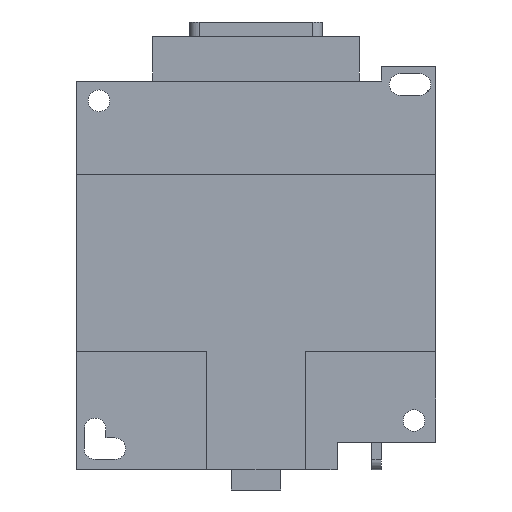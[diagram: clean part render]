
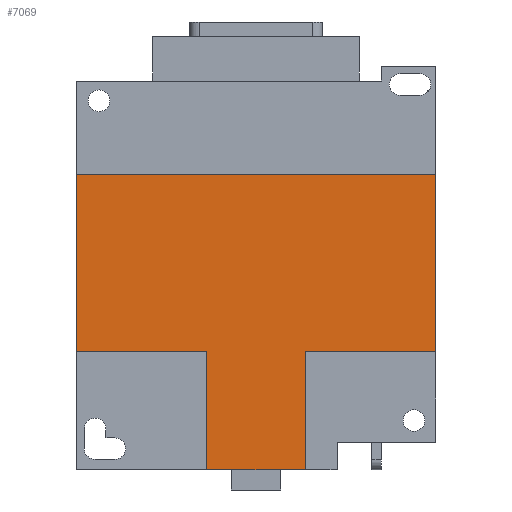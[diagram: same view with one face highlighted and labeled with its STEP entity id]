
A CAD part, front view. The second image highlights one B-rep face of the part: STEP entity #7069.
In plain terms, the highlighted planar face has unit normal (0, -1, 0).
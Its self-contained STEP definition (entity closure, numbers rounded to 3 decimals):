
#215 = LINE ( 'NONE', #18916, #10413 ) ;
#359 = VERTEX_POINT ( 'NONE', #6943 ) ;
#688 = EDGE_CURVE ( 'NONE', #359, #1499, #5373, .T. ) ;
#761 = DIRECTION ( 'NONE',  ( 1., 0., 0. ) ) ;
#827 = DIRECTION ( 'NONE',  ( 0., 0., -1. ) ) ;
#925 = CARTESIAN_POINT ( 'NONE',  ( 0., -38.5, 0. ) ) ;
#957 = LINE ( 'NONE', #1156, #7097 ) ;
#1057 = VECTOR ( 'NONE', #12996, 1000. ) ;
#1156 = CARTESIAN_POINT ( 'NONE',  ( -36.5, -38.5, 20.5 ) ) ;
#1499 = VERTEX_POINT ( 'NONE', #1743 ) ;
#1501 = VECTOR ( 'NONE', #3729, 1000. ) ;
#1743 = CARTESIAN_POINT ( 'NONE',  ( 36.5, -38.5, -15.5 ) ) ;
#2042 = CARTESIAN_POINT ( 'NONE',  ( 10., -38.5, -39.5 ) ) ;
#2280 = VERTEX_POINT ( 'NONE', #18311 ) ;
#2538 = CARTESIAN_POINT ( 'NONE',  ( -36.5, -38.5, 20.5 ) ) ;
#3727 = ORIENTED_EDGE ( 'NONE', *, *, #19265, .T. ) ;
#3729 = DIRECTION ( 'NONE',  ( 0., 0., 1. ) ) ;
#3845 = EDGE_CURVE ( 'NONE', #9660, #16325, #11392, .T. ) ;
#4020 = DIRECTION ( 'NONE',  ( 1., 0., 0. ) ) ;
#4567 = ORIENTED_EDGE ( 'NONE', *, *, #7127, .F. ) ;
#4580 = CARTESIAN_POINT ( 'NONE',  ( -10., -38.5, -39.5 ) ) ;
#4924 = DIRECTION ( 'NONE',  ( -1., 0., 0. ) ) ;
#5210 = CARTESIAN_POINT ( 'NONE',  ( -10., -38.5, -15.5 ) ) ;
#5373 = LINE ( 'NONE', #19456, #19900 ) ;
#5888 = DIRECTION ( 'NONE',  ( 0., 0., 1. ) ) ;
#6943 = CARTESIAN_POINT ( 'NONE',  ( 10., -38.5, -15.5 ) ) ;
#7069 = ADVANCED_FACE ( 'NONE', ( #16572 ), #19429, .T. ) ;
#7097 = VECTOR ( 'NONE', #12208, 1000. ) ;
#7127 = EDGE_CURVE ( 'NONE', #359, #17257, #10437, .T. ) ;
#7331 = VECTOR ( 'NONE', #5888, 1000. ) ;
#7436 = CARTESIAN_POINT ( 'NONE',  ( 10., -38.5, -39.5 ) ) ;
#8625 = DIRECTION ( 'NONE',  ( 0., 0., -1. ) ) ;
#9660 = VERTEX_POINT ( 'NONE', #18628 ) ;
#9963 = CARTESIAN_POINT ( 'NONE',  ( 36.5, -38.5, 20.5 ) ) ;
#10413 = VECTOR ( 'NONE', #4924, 1000. ) ;
#10419 = VERTEX_POINT ( 'NONE', #2538 ) ;
#10437 = LINE ( 'NONE', #13195, #13017 ) ;
#10949 = VECTOR ( 'NONE', #4020, 1000. ) ;
#11161 = ORIENTED_EDGE ( 'NONE', *, *, #12712, .T. ) ;
#11309 = EDGE_CURVE ( 'NONE', #15132, #16325, #13536, .T. ) ;
#11392 = LINE ( 'NONE', #13112, #10949 ) ;
#11603 = LINE ( 'NONE', #9963, #1501 ) ;
#11753 = ORIENTED_EDGE ( 'NONE', *, *, #17847, .T. ) ;
#11976 = DIRECTION ( 'NONE',  ( 0., -1., 0. ) ) ;
#12208 = DIRECTION ( 'NONE',  ( 0., 0., -1. ) ) ;
#12712 = EDGE_CURVE ( 'NONE', #2280, #10419, #215, .T. ) ;
#12996 = DIRECTION ( 'NONE',  ( -1., 0., 0. ) ) ;
#13017 = VECTOR ( 'NONE', #8625, 1000. ) ;
#13112 = CARTESIAN_POINT ( 'NONE',  ( -36.5, -38.5, -15.5 ) ) ;
#13195 = CARTESIAN_POINT ( 'NONE',  ( 10., -38.5, -39.5 ) ) ;
#13536 = LINE ( 'NONE', #18052, #7331 ) ;
#13964 = EDGE_LOOP ( 'NONE', ( #11753, #17535, #17140, #15863, #4567, #19690, #3727, #11161 ) ) ;
#15132 = VERTEX_POINT ( 'NONE', #4580 ) ;
#15349 = EDGE_CURVE ( 'NONE', #17257, #15132, #19019, .T. ) ;
#15863 = ORIENTED_EDGE ( 'NONE', *, *, #15349, .F. ) ;
#16325 = VERTEX_POINT ( 'NONE', #5210 ) ;
#16572 = FACE_OUTER_BOUND ( 'NONE', #13964, .T. ) ;
#17140 = ORIENTED_EDGE ( 'NONE', *, *, #11309, .F. ) ;
#17257 = VERTEX_POINT ( 'NONE', #7436 ) ;
#17535 = ORIENTED_EDGE ( 'NONE', *, *, #3845, .T. ) ;
#17847 = EDGE_CURVE ( 'NONE', #10419, #9660, #957, .T. ) ;
#18052 = CARTESIAN_POINT ( 'NONE',  ( -10., -38.5, -39.5 ) ) ;
#18311 = CARTESIAN_POINT ( 'NONE',  ( 36.5, -38.5, 20.5 ) ) ;
#18628 = CARTESIAN_POINT ( 'NONE',  ( -36.5, -38.5, -15.5 ) ) ;
#18916 = CARTESIAN_POINT ( 'NONE',  ( -36.5, -38.5, 20.5 ) ) ;
#19019 = LINE ( 'NONE', #2042, #1057 ) ;
#19265 = EDGE_CURVE ( 'NONE', #1499, #2280, #11603, .T. ) ;
#19429 = PLANE ( 'NONE',  #19528 ) ;
#19456 = CARTESIAN_POINT ( 'NONE',  ( -36.5, -38.5, -15.5 ) ) ;
#19528 = AXIS2_PLACEMENT_3D ( 'NONE', #925, #11976, #827 ) ;
#19690 = ORIENTED_EDGE ( 'NONE', *, *, #688, .T. ) ;
#19900 = VECTOR ( 'NONE', #761, 1000. ) ;
